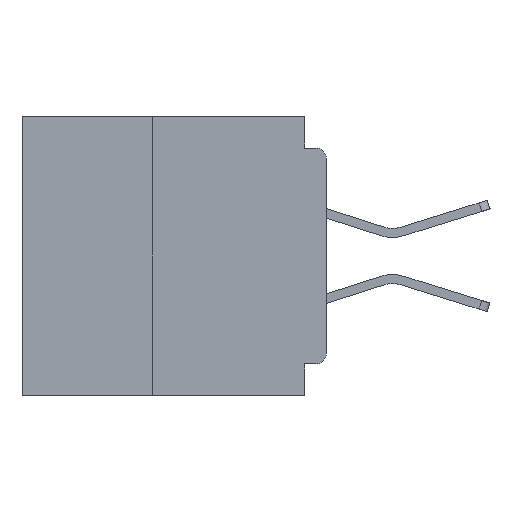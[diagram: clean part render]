
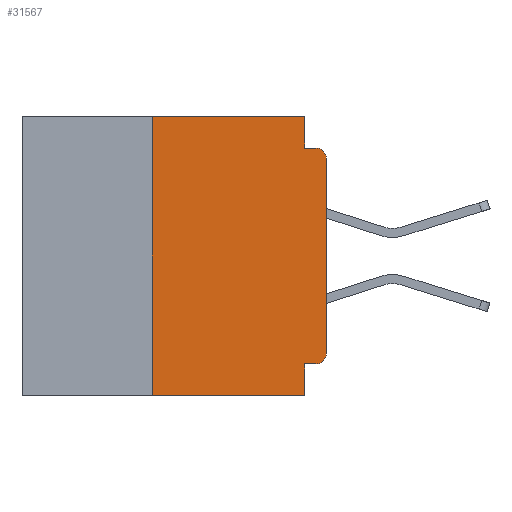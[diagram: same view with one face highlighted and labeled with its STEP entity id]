
A CAD part, left-side view. The second image highlights one B-rep face of the part: STEP entity #31567.
In plain terms, the highlighted planar face has unit normal (-1, 0, 0).
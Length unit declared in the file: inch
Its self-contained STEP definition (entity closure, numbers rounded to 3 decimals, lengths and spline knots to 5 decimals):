
#155 = DIRECTION ( 'NONE',  ( 0., 0., -1. ) ) ;
#1200 = DIRECTION ( 'NONE',  ( 0., 0., -1. ) ) ;
#2538 = CARTESIAN_POINT ( 'NONE',  ( 0., 0., -0.06 ) ) ;
#2596 = LINE ( 'NONE', #44250, #12208 ) ;
#2617 = DIRECTION ( 'NONE',  ( 0., 0., -1. ) ) ;
#2833 = VERTEX_POINT ( 'NONE', #60593 ) ;
#3860 = EDGE_CURVE ( 'NONE', #58577, #50596, #46292, .T. ) ;
#8117 = CARTESIAN_POINT ( 'NONE',  ( 0., 0.015, -0.045 ) ) ;
#8711 = VECTOR ( 'NONE', #27467, 39.37008 ) ;
#8734 = VECTOR ( 'NONE', #54816, 39.37008 ) ;
#8782 = EDGE_CURVE ( 'NONE', #56706, #2833, #33338, .T. ) ;
#9960 = EDGE_CURVE ( 'NONE', #18795, #16961, #32357, .T. ) ;
#11451 = ORIENTED_EDGE ( 'NONE', *, *, #9960, .T. ) ;
#11948 = ORIENTED_EDGE ( 'NONE', *, *, #29873, .F. ) ;
#12208 = VECTOR ( 'NONE', #58034, 39.37008 ) ;
#13663 = EDGE_LOOP ( 'NONE', ( #11451, #59334, #50275, #52533, #56479, #31471, #54567, #11948, #47903, #31833 ) ) ;
#13726 = DIRECTION ( 'NONE',  ( 0., 0., -1. ) ) ;
#13993 = EDGE_CURVE ( 'NONE', #50596, #24706, #48882, .T. ) ;
#15903 = LINE ( 'NONE', #27503, #28521 ) ;
#16447 = VERTEX_POINT ( 'NONE', #8117 ) ;
#16961 = VERTEX_POINT ( 'NONE', #2538 ) ;
#17092 = CARTESIAN_POINT ( 'NONE',  ( 0., 0., -0.045 ) ) ;
#17151 = EDGE_CURVE ( 'NONE', #44444, #33926, #15903, .T. ) ;
#17674 = CARTESIAN_POINT ( 'NONE',  ( 0., 0.25, -0.4 ) ) ;
#18795 = VERTEX_POINT ( 'NONE', #54503 ) ;
#23450 = CARTESIAN_POINT ( 'NONE',  ( 0., 0.031, -0.4 ) ) ;
#24706 = VERTEX_POINT ( 'NONE', #44508 ) ;
#24974 = CARTESIAN_POINT ( 'NONE',  ( 0., 0.015, -0.34 ) ) ;
#27467 = DIRECTION ( 'NONE',  ( 0., 0., 1. ) ) ;
#27503 = CARTESIAN_POINT ( 'NONE',  ( 0., 0.437, -0.4 ) ) ;
#28456 = DIRECTION ( 'NONE',  ( 1., 0., 0. ) ) ;
#28521 = VECTOR ( 'NONE', #55502, 39.37008 ) ;
#29517 = DIRECTION ( 'NONE',  ( -1., 0., 0. ) ) ;
#29735 = DIRECTION ( 'NONE',  ( 0., 0., -1. ) ) ;
#29776 = AXIS2_PLACEMENT_3D ( 'NONE', #56418, #28456, #155 ) ;
#29873 = EDGE_CURVE ( 'NONE', #2833, #33926, #33729, .T. ) ;
#30728 = CIRCLE ( 'NONE', #52581, 0.015 ) ;
#31471 = ORIENTED_EDGE ( 'NONE', *, *, #59132, .F. ) ;
#31567 = ADVANCED_FACE ( 'NONE', ( #49672 ), #37705, .F. ) ;
#31833 = ORIENTED_EDGE ( 'NONE', *, *, #40358, .T. ) ;
#31879 = VECTOR ( 'NONE', #59837, 39.37008 ) ;
#32275 = VECTOR ( 'NONE', #49963, 39.37008 ) ;
#32357 = LINE ( 'NONE', #55469, #8711 ) ;
#33338 = LINE ( 'NONE', #36666, #31879 ) ;
#33427 = CARTESIAN_POINT ( 'NONE',  ( 0., 0.031, 0. ) ) ;
#33729 = LINE ( 'NONE', #58830, #57059 ) ;
#33926 = VERTEX_POINT ( 'NONE', #23450 ) ;
#36459 = VECTOR ( 'NONE', #13726, 39.37008 ) ;
#36666 = CARTESIAN_POINT ( 'NONE',  ( 0., 0., -0.355 ) ) ;
#37044 = CARTESIAN_POINT ( 'NONE',  ( 0., 0.031, 0. ) ) ;
#37705 = PLANE ( 'NONE',  #29776 ) ;
#38406 = EDGE_CURVE ( 'NONE', #24706, #16447, #54133, .T. ) ;
#38426 = CARTESIAN_POINT ( 'NONE',  ( 0., 0.015, -0.355 ) ) ;
#40358 = EDGE_CURVE ( 'NONE', #56706, #18795, #46660, .T. ) ;
#44250 = CARTESIAN_POINT ( 'NONE',  ( 0., 0.25, -0.4 ) ) ;
#44444 = VERTEX_POINT ( 'NONE', #17674 ) ;
#44508 = CARTESIAN_POINT ( 'NONE',  ( 0., 0.031, -0.045 ) ) ;
#46292 = LINE ( 'NONE', #50152, #8734 ) ;
#46660 = CIRCLE ( 'NONE', #51209, 0.015 ) ;
#47903 = ORIENTED_EDGE ( 'NONE', *, *, #8782, .F. ) ;
#48375 = CARTESIAN_POINT ( 'NONE',  ( 0., 0.25, 0. ) ) ;
#48882 = LINE ( 'NONE', #37044, #36459 ) ;
#49672 = FACE_OUTER_BOUND ( 'NONE', #13663, .T. ) ;
#49963 = DIRECTION ( 'NONE',  ( 0., -1., 0. ) ) ;
#50152 = CARTESIAN_POINT ( 'NONE',  ( 0., 0.437, 0. ) ) ;
#50275 = ORIENTED_EDGE ( 'NONE', *, *, #38406, .F. ) ;
#50596 = VERTEX_POINT ( 'NONE', #33427 ) ;
#51209 = AXIS2_PLACEMENT_3D ( 'NONE', #24974, #57663, #29735 ) ;
#52533 = ORIENTED_EDGE ( 'NONE', *, *, #13993, .F. ) ;
#52581 = AXIS2_PLACEMENT_3D ( 'NONE', #57429, #29517, #1200 ) ;
#54133 = LINE ( 'NONE', #17092, #32275 ) ;
#54503 = CARTESIAN_POINT ( 'NONE',  ( 0., 0., -0.34 ) ) ;
#54567 = ORIENTED_EDGE ( 'NONE', *, *, #17151, .T. ) ;
#54816 = DIRECTION ( 'NONE',  ( 0., -1., 0. ) ) ;
#55469 = CARTESIAN_POINT ( 'NONE',  ( 0., 0., 0. ) ) ;
#55502 = DIRECTION ( 'NONE',  ( 0., -1., 0. ) ) ;
#56418 = CARTESIAN_POINT ( 'NONE',  ( 0., 0.437, 0. ) ) ;
#56479 = ORIENTED_EDGE ( 'NONE', *, *, #3860, .F. ) ;
#56706 = VERTEX_POINT ( 'NONE', #38426 ) ;
#57059 = VECTOR ( 'NONE', #2617, 39.37008 ) ;
#57429 = CARTESIAN_POINT ( 'NONE',  ( 0., 0.015, -0.06 ) ) ;
#57663 = DIRECTION ( 'NONE',  ( -1., 0., 0. ) ) ;
#58034 = DIRECTION ( 'NONE',  ( 0., 0., 1. ) ) ;
#58577 = VERTEX_POINT ( 'NONE', #48375 ) ;
#58830 = CARTESIAN_POINT ( 'NONE',  ( 0., 0.031, -0.4 ) ) ;
#59043 = EDGE_CURVE ( 'NONE', #16961, #16447, #30728, .T. ) ;
#59132 = EDGE_CURVE ( 'NONE', #44444, #58577, #2596, .T. ) ;
#59334 = ORIENTED_EDGE ( 'NONE', *, *, #59043, .T. ) ;
#59837 = DIRECTION ( 'NONE',  ( 0., 1., 0. ) ) ;
#60593 = CARTESIAN_POINT ( 'NONE',  ( 0., 0.031, -0.355 ) ) ;
